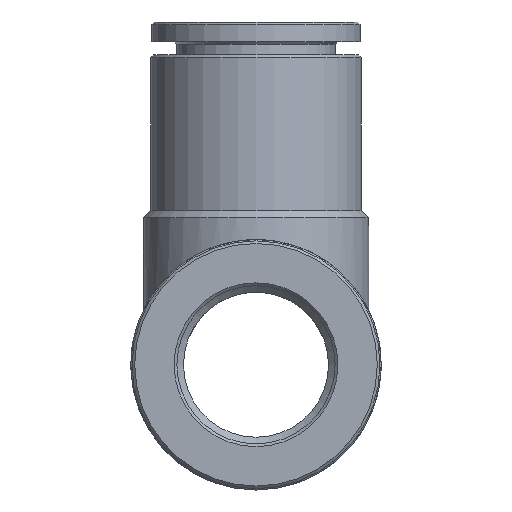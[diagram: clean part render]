
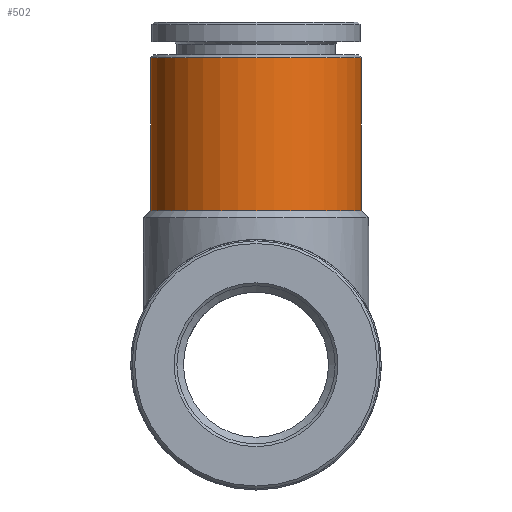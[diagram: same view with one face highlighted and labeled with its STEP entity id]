
A CAD part, left-side view. The second image highlights one B-rep face of the part: STEP entity #502.
In plain terms, the highlighted cylindrical face has radius 8 mm (diameter 16 mm), a full revolution.
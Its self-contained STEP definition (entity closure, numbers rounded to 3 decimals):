
#114=ORIENTED_EDGE('',*,*,#185,.F.);
#115=ORIENTED_EDGE('',*,*,#184,.T.);
#184=EDGE_CURVE('',#231,#231,#273,.T.);
#185=EDGE_CURVE('',#232,#232,#274,.T.);
#231=VERTEX_POINT('',#925);
#232=VERTEX_POINT('',#928);
#273=CIRCLE('',#587,8.);
#274=CIRCLE('',#589,8.);
#338=EDGE_LOOP('',(#114));
#339=EDGE_LOOP('',(#115));
#424=FACE_BOUND('',#338,.T.);
#425=FACE_BOUND('',#339,.T.);
#471=CYLINDRICAL_SURFACE('',#588,8.);
#502=ADVANCED_FACE('',(#424,#425),#471,.T.);
#587=AXIS2_PLACEMENT_3D('',#924,#731,#732);
#588=AXIS2_PLACEMENT_3D('',#926,#733,#734);
#589=AXIS2_PLACEMENT_3D('',#927,#735,#736);
#731=DIRECTION('',(0.,0.,1.));
#732=DIRECTION('',(1.,0.,0.));
#733=DIRECTION('',(0.,0.,1.));
#734=DIRECTION('',(1.,0.,0.));
#735=DIRECTION('',(0.,0.,1.));
#736=DIRECTION('',(1.,0.,0.));
#924=CARTESIAN_POINT('',(0.,0.,11.7));
#925=CARTESIAN_POINT('',(8.,0.,11.7));
#926=CARTESIAN_POINT('',(0.,0.,26.));
#927=CARTESIAN_POINT('',(0.,0.,23.3));
#928=CARTESIAN_POINT('',(8.,0.,23.3));
